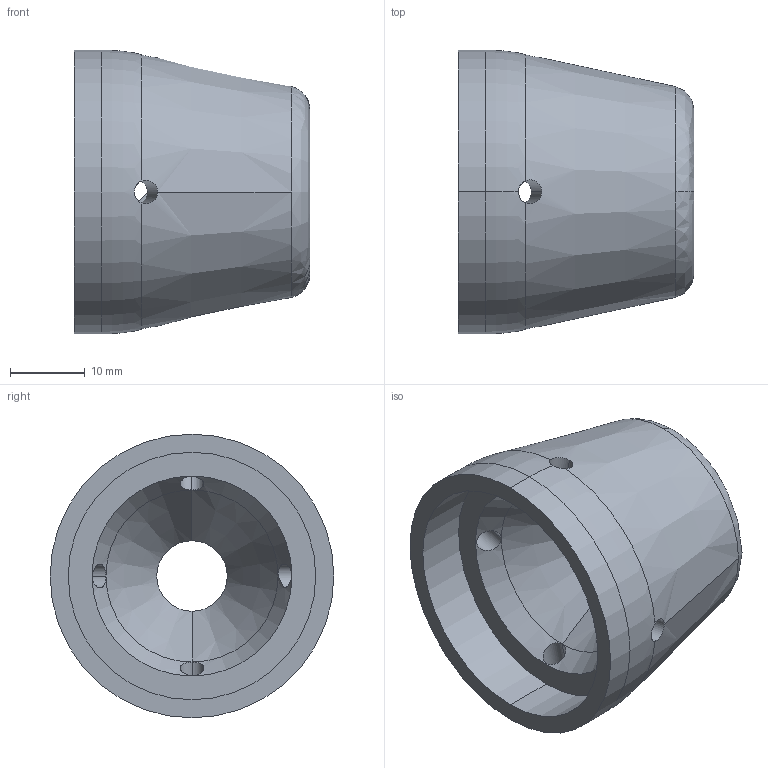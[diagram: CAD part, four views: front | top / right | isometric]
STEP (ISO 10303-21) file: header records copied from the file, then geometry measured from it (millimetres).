
FILE_DESCRIPTION (( 'STEP AP203' ), '1' );
FILE_NAME ('Main_Prop_Hub_Default_sldprt.STEP', '2020-08-14T00:47:48', ( '' ), ( '' ), 'SwSTEP 2.0', 'SolidWorks 2017', '' );
FILE_SCHEMA (( 'CONFIG_CONTROL_DESIGN' ));
Length unit declared in the file: millimetre
Products named in the file (1): Main_Prop_Hub_Default_sldprt
Bounding box: 31.45 x 37.85 x 37.85 mm (x, y, z)
Volume: 17407.1 mm3; surface area: 6488.7 mm2
Topology: 1 solids, 1 shells, 27 faces, 82 edges, 47 vertices
Faces by surface type: cylinder 14, cone 6, plane 3, bspline 2, torus 2
Entity records: 1329 total; most frequent: CARTESIAN_POINT 590, ORIENTED_EDGE 152, DIRECTION 128, EDGE_CURVE 76, AXIS2_PLACEMENT_3D 54, VERTEX_POINT 44, EDGE_LOOP 30, CIRCLE 28
